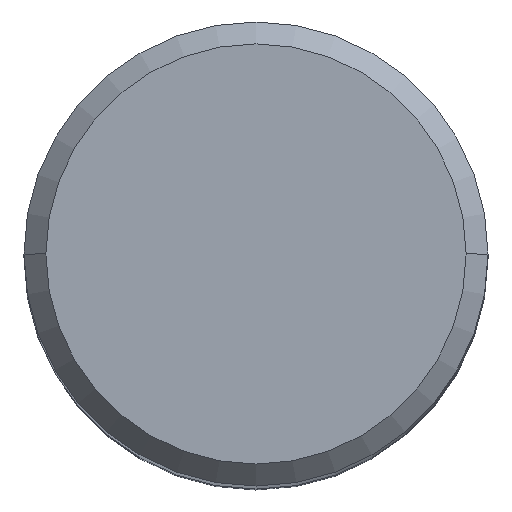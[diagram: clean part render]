
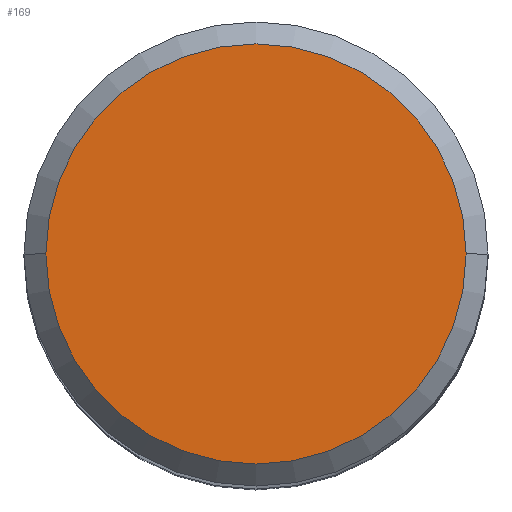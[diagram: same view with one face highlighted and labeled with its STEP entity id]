
A CAD part, top view. The second image highlights one B-rep face of the part: STEP entity #169.
In plain terms, the highlighted planar face has unit normal (0, 0, 1).
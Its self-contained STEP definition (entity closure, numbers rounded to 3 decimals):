
#84=PLANE('',#1894);
#169=ADVANCED_FACE('',(#304),#84,.T.);
#304=FACE_OUTER_BOUND('',#402,.T.);
#402=EDGE_LOOP('',(#694,#695,#696,#697));
#694=ORIENTED_EDGE('',*,*,#1125,.T.);
#695=ORIENTED_EDGE('',*,*,#1129,.T.);
#696=ORIENTED_EDGE('',*,*,#1128,.T.);
#697=ORIENTED_EDGE('',*,*,#1126,.T.);
#942=VERTEX_POINT('',#3133);
#943=VERTEX_POINT('',#3135);
#944=VERTEX_POINT('',#3137);
#945=VERTEX_POINT('',#3141);
#1125=EDGE_CURVE('',#943,#942,#1357,.T.);
#1126=EDGE_CURVE('',#944,#943,#1358,.T.);
#1128=EDGE_CURVE('',#945,#944,#1359,.T.);
#1129=EDGE_CURVE('',#942,#945,#1360,.T.);
#1357=CIRCLE('',#1888,11.5);
#1358=CIRCLE('',#1889,11.5);
#1359=CIRCLE('',#1891,11.5);
#1360=CIRCLE('',#1892,11.5);
#1888=AXIS2_PLACEMENT_3D('',#3134,#2378,#2379);
#1889=AXIS2_PLACEMENT_3D('',#3136,#2380,#2381);
#1891=AXIS2_PLACEMENT_3D('',#3140,#2385,#2386);
#1892=AXIS2_PLACEMENT_3D('',#3142,#2387,#2388);
#1894=AXIS2_PLACEMENT_3D('',#3144,#2391,#2392);
#2378=DIRECTION('',(0.,0.,1.));
#2379=DIRECTION('',(0.,-1.,0.));
#2380=DIRECTION('',(0.,0.,1.));
#2381=DIRECTION('',(-1.,0.,0.));
#2385=DIRECTION('',(0.,0.,1.));
#2386=DIRECTION('',(0.,1.,0.));
#2387=DIRECTION('',(0.,0.,1.));
#2388=DIRECTION('',(1.,0.,0.));
#2391=DIRECTION('',(0.,0.,1.));
#2392=DIRECTION('',(-1.,0.,0.));
#3133=CARTESIAN_POINT('',(11.5,0.,0.));
#3134=CARTESIAN_POINT('',(0.,0.,0.));
#3135=CARTESIAN_POINT('',(0.,-11.5,0.));
#3136=CARTESIAN_POINT('',(0.,0.,0.));
#3137=CARTESIAN_POINT('',(-11.5,0.,0.));
#3140=CARTESIAN_POINT('',(0.,0.,0.));
#3141=CARTESIAN_POINT('',(0.,11.5,0.));
#3142=CARTESIAN_POINT('',(0.,0.,0.));
#3144=CARTESIAN_POINT('',(0.,0.,0.));
